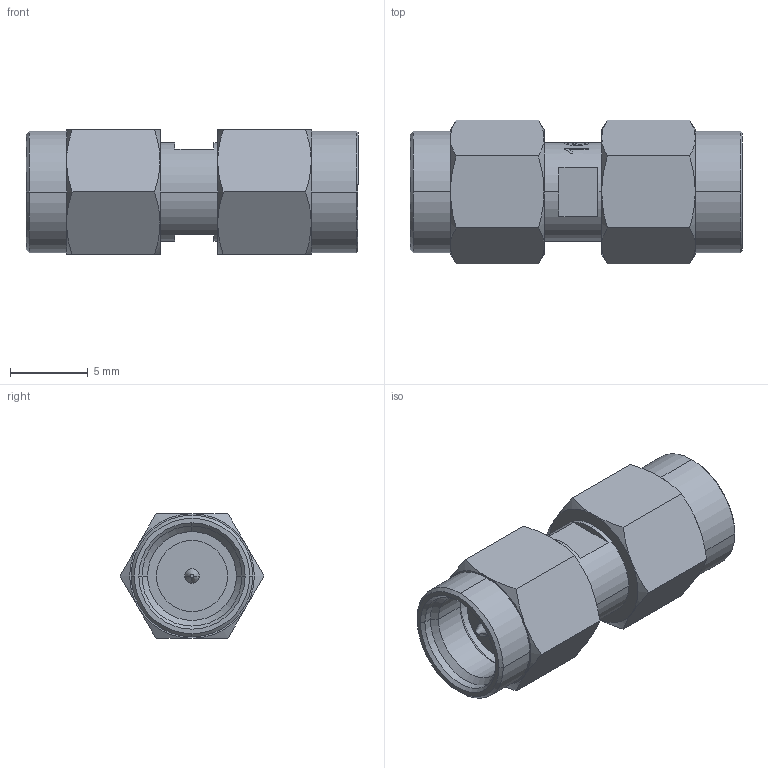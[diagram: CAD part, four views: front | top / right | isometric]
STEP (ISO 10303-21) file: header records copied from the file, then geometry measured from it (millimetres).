
FILE_DESCRIPTION (( 'STEP AP214' ), '1' );
FILE_NAME ('FMAD1653_3D.step', '2023-03-13T20:46:16', ( '' ), ( '' ), 'SwSTEP 2.0', 'SolidWorks 2022', '' );
FILE_SCHEMA (( 'AUTOMOTIVE_DESIGN' ));
Length unit declared in the file: inch
Products named in the file (1): FMAD1653_3D
Bounding box: 21.3 x 9.24 x 8 mm (x, y, z)
Volume: 794.9 mm3; surface area: 975.5 mm2
Topology: 1 solids, 1 shells, 188 faces, 448 edges, 279 vertices
Faces by surface type: cone 57, bspline 48, cylinder 44, plane 39
Entity records: 8846 total; most frequent: CARTESIAN_POINT 4869, ORIENTED_EDGE 896, DIRECTION 682, EDGE_CURVE 448, AXIS2_PLACEMENT_3D 288, VERTEX_POINT 279, EDGE_LOOP 205, B_SPLINE_CURVE_WITH_KNOTS 195
